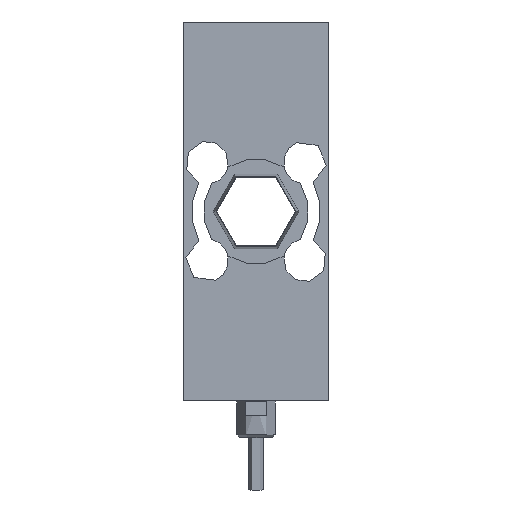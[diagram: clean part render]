
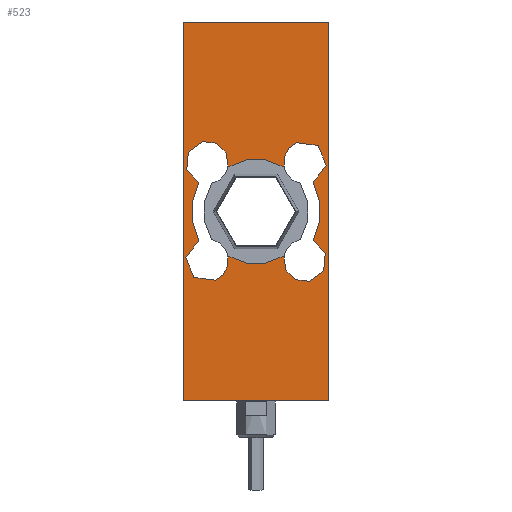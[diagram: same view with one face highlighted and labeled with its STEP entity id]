
A CAD part, front view. The second image highlights one B-rep face of the part: STEP entity #523.
In plain terms, the highlighted planar face has unit normal (0, -1, 0).
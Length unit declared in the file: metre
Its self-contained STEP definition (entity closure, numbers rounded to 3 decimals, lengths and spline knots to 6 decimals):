
#523=ADVANCED_FACE('0:8624',(#1172,#1173),#1174,.T.);
#1172=FACE_OUTER_BOUND('',#1956,.T.);
#1173=FACE_BOUND('',#1957,.T.);
#1174=PLANE('',#1958);
#1956=EDGE_LOOP('',(#3701,#3702,#3703,#3704));
#1957=EDGE_LOOP('',(#3705,#3706,#3707,#3708,#3709,#3710,#3711,#3712,#3713,#3714,#3715,#3716));
#1958=AXIS2_PLACEMENT_3D('',#3717,#3718,#3719);
#3701=ORIENTED_EDGE('',*,*,#5357,.F.);
#3702=ORIENTED_EDGE('',*,*,#5351,.T.);
#3703=ORIENTED_EDGE('',*,*,#4971,.T.);
#3704=ORIENTED_EDGE('',*,*,#5358,.F.);
#3705=ORIENTED_EDGE('',*,*,#5359,.T.);
#3706=ORIENTED_EDGE('',*,*,#5360,.T.);
#3707=ORIENTED_EDGE('',*,*,#5361,.T.);
#3708=ORIENTED_EDGE('',*,*,#5362,.T.);
#3709=ORIENTED_EDGE('',*,*,#5304,.T.);
#3710=ORIENTED_EDGE('',*,*,#5363,.T.);
#3711=ORIENTED_EDGE('',*,*,#5322,.T.);
#3712=ORIENTED_EDGE('',*,*,#5364,.T.);
#3713=ORIENTED_EDGE('',*,*,#4985,.T.);
#3714=ORIENTED_EDGE('',*,*,#5365,.T.);
#3715=ORIENTED_EDGE('',*,*,#5366,.T.);
#3716=ORIENTED_EDGE('',*,*,#4961,.T.);
#3717=CARTESIAN_POINT('',(3.917507,1.907859,0.006018));
#3718=DIRECTION('',(0.,-1.0,0.));
#3719=DIRECTION('',(0.,0.,-1.0));
#4961=EDGE_CURVE('',#5989,#5999,#6001,.T.);
#4971=EDGE_CURVE('0:10220',#6016,#6014,#6017,.T.);
#4985=EDGE_CURVE('',#6034,#6039,#6041,.T.);
#5304=EDGE_CURVE('0:8792',#6525,#6523,#6526,.T.);
#5322=EDGE_CURVE('0:10241',#6552,#6550,#6553,.F.);
#5351=EDGE_CURVE('0:10238',#6591,#6016,#6592,.T.);
#5357=EDGE_CURVE('0:10235',#6591,#6600,#6601,.F.);
#5358=EDGE_CURVE('0:10229',#6600,#6014,#6602,.F.);
#5359=EDGE_CURVE('0:10250',#5999,#6603,#6604,.F.);
#5360=EDGE_CURVE('0:8816',#6603,#6605,#6606,.T.);
#5361=EDGE_CURVE('',#6605,#6607,#6608,.T.);
#5362=EDGE_CURVE('0:10205',#6607,#6525,#6609,.T.);
#5363=EDGE_CURVE('',#6523,#6552,#6610,.T.);
#5364=EDGE_CURVE('0:8768',#6550,#6034,#6611,.T.);
#5365=EDGE_CURVE('0:10211',#6039,#6612,#6613,.T.);
#5366=EDGE_CURVE('0:8744',#6612,#5989,#6614,.T.);
#5989=VERTEX_POINT('',#7565);
#5999=VERTEX_POINT('',#7578);
#6001=CIRCLE('',#7581,0.00735);
#6014=VERTEX_POINT('',#7598);
#6016=VERTEX_POINT('',#7601);
#6017=LINE('',#7602,#7603);
#6034=VERTEX_POINT('',#7625);
#6039=VERTEX_POINT('',#7631);
#6041=CIRCLE('',#7634,0.00735);
#6523=VERTEX_POINT('',#8574);
#6525=VERTEX_POINT('',#8577);
#6526=CIRCLE('',#8578,0.00735);
#6550=VERTEX_POINT('',#8614);
#6552=VERTEX_POINT('',#8617);
#6553=CIRCLE('',#8618,0.018);
#6591=VERTEX_POINT('',#8681);
#6592=LINE('',#8682,#8683);
#6600=VERTEX_POINT('',#8692);
#6601=LINE('',#8693,#8694);
#6602=LINE('',#8695,#8696);
#6603=VERTEX_POINT('',#8697);
#6604=CIRCLE('',#8698,0.018);
#6605=VERTEX_POINT('',#8699);
#6606=CIRCLE('',#8700,0.00735);
#6607=VERTEX_POINT('',#8701);
#6608=CIRCLE('',#8702,0.00735);
#6609=CIRCLE('',#8703,0.022);
#6610=CIRCLE('',#8704,0.00735);
#6611=CIRCLE('',#8705,0.00735);
#6612=VERTEX_POINT('',#8706);
#6613=CIRCLE('',#8707,0.022);
#6614=CIRCLE('',#8708,0.00735);
#7565=CARTESIAN_POINT('',(3.935896,1.907859,-0.017959));
#7578=CARTESIAN_POINT('',(3.927131,1.907859,-0.009194));
#7581=AXIS2_PLACEMENT_3D('',#9259,#9260,#9261);
#7598=CARTESIAN_POINT('',(3.892507,1.907859,-0.058982));
#7601=CARTESIAN_POINT('',(3.892507,1.907859,0.071018));
#7602=CARTESIAN_POINT('',(3.892507,1.907859,0.006018));
#7603=VECTOR('',#9270,0.);
#7625=CARTESIAN_POINT('',(3.931513,1.907859,0.029615));
#7631=CARTESIAN_POINT('',(3.937102,1.907859,0.01602));
#7634=AXIS2_PLACEMENT_3D('',#9290,#9291,#9292);
#8574=CARTESIAN_POINT('',(3.899119,1.907859,0.029994));
#8577=CARTESIAN_POINT('',(3.897913,1.907859,0.01602));
#8578=AXIS2_PLACEMENT_3D('',#9563,#9564,#9565);
#8614=CARTESIAN_POINT('',(3.927131,1.907859,0.021229));
#8617=CARTESIAN_POINT('',(3.907884,1.907859,0.021229));
#8618=AXIS2_PLACEMENT_3D('',#9582,#9583,#9584);
#8681=CARTESIAN_POINT('',(3.942507,1.907859,0.071018));
#8682=CARTESIAN_POINT('',(3.917507,1.907859,0.071018));
#8683=VECTOR('',#9606,0.);
#8692=CARTESIAN_POINT('',(3.942507,1.907859,-0.058982));
#8693=CARTESIAN_POINT('',(3.942507,1.907859,0.006018));
#8694=VECTOR('',#9617,0.);
#8695=CARTESIAN_POINT('',(3.917507,1.907859,-0.058982));
#8696=VECTOR('',#9618,0.);
#8697=CARTESIAN_POINT('',(3.907884,1.907859,-0.009194));
#8698=AXIS2_PLACEMENT_3D('',#9619,#9620,#9621);
#8699=CARTESIAN_POINT('',(3.903502,1.907859,-0.01758));
#8700=AXIS2_PLACEMENT_3D('',#9622,#9623,#9624);
#8701=CARTESIAN_POINT('',(3.897913,1.907859,-0.003985));
#8702=AXIS2_PLACEMENT_3D('',#9625,#9626,#9627);
#8703=AXIS2_PLACEMENT_3D('',#9628,#9629,#9630);
#8704=AXIS2_PLACEMENT_3D('',#9631,#9632,#9633);
#8705=AXIS2_PLACEMENT_3D('',#9634,#9635,#9636);
#8706=CARTESIAN_POINT('',(3.937102,1.907859,-0.003985));
#8707=AXIS2_PLACEMENT_3D('',#9637,#9638,#9639);
#8708=AXIS2_PLACEMENT_3D('',#9640,#9641,#9642);
#9259=CARTESIAN_POINT('',(3.934307,1.907859,-0.010782));
#9260=DIRECTION('',(0.,1.0,0.));
#9261=DIRECTION('',(-0.216,0.,0.976));
#9270=DIRECTION('',(0.,0.,-1.0));
#9290=CARTESIAN_POINT('',(3.934307,1.907859,0.022818));
#9291=DIRECTION('',(0.,1.0,0.));
#9292=DIRECTION('',(0.38,0.,-0.925));
#9563=CARTESIAN_POINT('',(3.900707,1.907859,0.022818));
#9564=DIRECTION('',(0.,1.0,0.));
#9565=DIRECTION('',(0.216,0.,-0.976));
#9582=CARTESIAN_POINT('',(3.917507,1.907859,0.006018));
#9583=DIRECTION('',(0.,-1.0,0.));
#9584=DIRECTION('',(1.0,0.,0.));
#9606=DIRECTION('',(-1.0,0.,0.));
#9617=DIRECTION('',(0.,0.,1.0));
#9618=DIRECTION('',(1.0,0.,0.));
#9619=CARTESIAN_POINT('',(3.917507,1.907859,0.006018));
#9620=DIRECTION('',(0.,-1.0,0.));
#9621=DIRECTION('',(1.0,0.,0.));
#9622=CARTESIAN_POINT('',(3.900707,1.907859,-0.010782));
#9623=DIRECTION('',(0.,1.0,0.));
#9624=DIRECTION('',(-0.38,0.,0.925));
#9625=CARTESIAN_POINT('',(3.900707,1.907859,-0.010782));
#9626=DIRECTION('',(0.,1.0,0.));
#9627=DIRECTION('',(-0.38,0.,0.925));
#9628=CARTESIAN_POINT('',(3.917507,1.907859,0.006018));
#9629=DIRECTION('',(0.,1.0,0.));
#9630=DIRECTION('',(-0.891,0.,0.455));
#9631=CARTESIAN_POINT('',(3.900707,1.907859,0.022818));
#9632=DIRECTION('',(0.,1.0,0.));
#9633=DIRECTION('',(0.216,0.,-0.976));
#9634=CARTESIAN_POINT('',(3.934307,1.907859,0.022818));
#9635=DIRECTION('',(0.,1.0,0.));
#9636=DIRECTION('',(0.38,0.,-0.925));
#9637=CARTESIAN_POINT('',(3.917507,1.907859,0.006018));
#9638=DIRECTION('',(0.,1.0,0.));
#9639=DIRECTION('',(0.891,0.,-0.455));
#9640=CARTESIAN_POINT('',(3.934307,1.907859,-0.010782));
#9641=DIRECTION('',(0.,1.0,0.));
#9642=DIRECTION('',(-0.216,0.,0.976));
